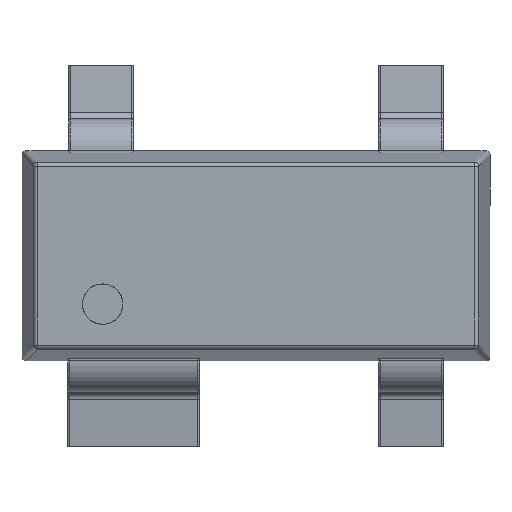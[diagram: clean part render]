
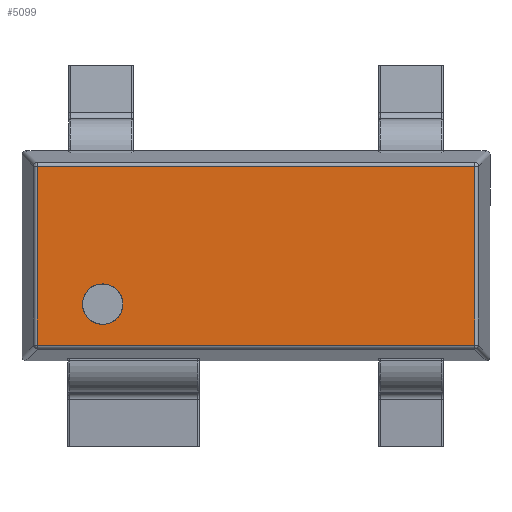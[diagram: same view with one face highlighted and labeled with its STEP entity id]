
A CAD part, top view. The second image highlights one B-rep face of the part: STEP entity #5099.
In plain terms, the highlighted planar face has unit normal (0, 0, 1).
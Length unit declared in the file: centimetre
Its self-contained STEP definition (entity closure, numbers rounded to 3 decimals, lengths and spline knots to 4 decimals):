
#57 = CARTESIAN_POINT ( 'NONE',  ( 0.1354, -0.0554, 0.122 ) ) ;
#82 = CARTESIAN_POINT ( 'NONE',  ( 0.1354, 0.0554, 0.122 ) ) ;
#290 = CARTESIAN_POINT ( 'NONE',  ( -0.0916, -0.0425, 0.122 ) ) ;
#449 = CARTESIAN_POINT ( 'NONE',  ( -0.1075, -0.03, 0.122 ) ) ;
#917 = CARTESIAN_POINT ( 'NONE',  ( -0.1014, -0.0412, 0.122 ) ) ;
#988 = VERTEX_POINT ( 'NONE', #2747 ) ;
#1223 = ORIENTED_EDGE ( 'NONE', *, *, #5329, .F. ) ;
#1289 = LINE ( 'NONE', #6055, #4325 ) ;
#1390 = LINE ( 'NONE', #5475, #2829 ) ;
#1506 = FACE_OUTER_BOUND ( 'NONE', #3039, .T. ) ;
#1511 = PLANE ( 'NONE',  #2167 ) ;
#1542 = CARTESIAN_POINT ( 'NONE',  ( -0.1075, -0.0334, 0.122 ) ) ;
#1722 = CARTESIAN_POINT ( 'NONE',  ( -0.1062, -0.0236, 0.122 ) ) ;
#1758 = CARTESIAN_POINT ( 'NONE',  ( -0.1075, -0.03, 0.122 ) ) ;
#1845 = DIRECTION ( 'NONE',  ( 0., -1., 0. ) ) ;
#2113 = CARTESIAN_POINT ( 'NONE',  ( -0.0825, -0.0335, 0.122 ) ) ;
#2146 = DIRECTION ( 'NONE',  ( 0., 0., 1. ) ) ;
#2167 = AXIS2_PLACEMENT_3D ( 'NONE', #5793, #2146, #6435 ) ;
#2229 = EDGE_CURVE ( 'NONE', #3132, #988, #4433, .T. ) ;
#2304 = CARTESIAN_POINT ( 'NONE',  ( -0.1075, -0.0266, 0.122 ) ) ;
#2327 = CARTESIAN_POINT ( 'NONE',  ( -0.0984, -0.0175, 0.122 ) ) ;
#2373 = VERTEX_POINT ( 'NONE', #82 ) ;
#2413 = ORIENTED_EDGE ( 'NONE', *, *, #2229, .F. ) ;
#2488 = EDGE_LOOP ( 'NONE', ( #7363, #7454 ) ) ;
#2747 = CARTESIAN_POINT ( 'NONE',  ( -0.1354, 0.0554, 0.122 ) ) ;
#2773 = LINE ( 'NONE', #3520, #7456 ) ;
#2829 = VECTOR ( 'NONE', #1845, 100. ) ;
#2934 = CARTESIAN_POINT ( 'NONE',  ( -0.0886, -0.0187, 0.122 ) ) ;
#3039 = EDGE_LOOP ( 'NONE', ( #2413, #3556, #1223, #6992 ) ) ;
#3132 = VERTEX_POINT ( 'NONE', #5166 ) ;
#3514 = EDGE_CURVE ( 'NONE', #2373, #988, #1289, .T. ) ;
#3520 = CARTESIAN_POINT ( 'NONE',  ( 0., -0.0554, 0.122 ) ) ;
#3534 = B_SPLINE_CURVE_WITH_KNOTS ( 'NONE', 3,
 ( #449, #2304, #1722, #5984, #2327, #6617, #2934, #7233, #3546, #7860 ),
 .UNSPECIFIED., .F., .F.,
 ( 4, 2, 2, 2, 4 ),
 ( 0.5, 0.625, 0.75, 0.875, 1. ),
 .UNSPECIFIED. ) ;
#3546 = CARTESIAN_POINT ( 'NONE',  ( -0.0825, -0.0266, 0.122 ) ) ;
#3556 = ORIENTED_EDGE ( 'NONE', *, *, #4840, .F. ) ;
#3708 = VERTEX_POINT ( 'NONE', #57 ) ;
#3957 = CARTESIAN_POINT ( 'NONE',  ( -0.0886, -0.0413, 0.122 ) ) ;
#4186 = DIRECTION ( 'NONE',  ( 0., 1., 0. ) ) ;
#4325 = VECTOR ( 'NONE', #6671, 100. ) ;
#4433 = LINE ( 'NONE', #6573, #7522 ) ;
#4564 = CARTESIAN_POINT ( 'NONE',  ( -0.0984, -0.0425, 0.122 ) ) ;
#4600 = EDGE_CURVE ( 'NONE', #6529, #7102, #7135, .T. ) ;
#4840 = EDGE_CURVE ( 'NONE', #3708, #3132, #2773, .T. ) ;
#5099 = ADVANCED_FACE ( 'NONE', ( #1506, #6390 ), #1511, .T. ) ;
#5166 = CARTESIAN_POINT ( 'NONE',  ( -0.1354, -0.0554, 0.122 ) ) ;
#5171 = CARTESIAN_POINT ( 'NONE',  ( -0.1063, -0.0364, 0.122 ) ) ;
#5329 = EDGE_CURVE ( 'NONE', #2373, #3708, #1390, .T. ) ;
#5475 = CARTESIAN_POINT ( 'NONE',  ( 0.1354, -0.065, 0.122 ) ) ;
#5577 = CARTESIAN_POINT ( 'NONE',  ( -0.0825, -0.03, 0.122 ) ) ;
#5661 = EDGE_CURVE ( 'NONE', #7102, #6529, #3534, .T. ) ;
#5769 = CARTESIAN_POINT ( 'NONE',  ( -0.0838, -0.0364, 0.122 ) ) ;
#5793 = CARTESIAN_POINT ( 'NONE',  ( 0., -0.065, 0.122 ) ) ;
#5796 = CARTESIAN_POINT ( 'NONE',  ( -0.1075, -0.03, 0.122 ) ) ;
#5984 = CARTESIAN_POINT ( 'NONE',  ( -0.1014, -0.0187, 0.122 ) ) ;
#6003 = DIRECTION ( 'NONE',  ( -1., 0., 0. ) ) ;
#6055 = CARTESIAN_POINT ( 'NONE',  ( 0., 0.0554, 0.122 ) ) ;
#6390 = FACE_BOUND ( 'NONE', #2488, .T. ) ;
#6435 = DIRECTION ( 'NONE',  ( 1., 0., 0. ) ) ;
#6529 = VERTEX_POINT ( 'NONE', #5577 ) ;
#6573 = CARTESIAN_POINT ( 'NONE',  ( -0.1354, -0.065, 0.122 ) ) ;
#6617 = CARTESIAN_POINT ( 'NONE',  ( -0.0916, -0.0175, 0.122 ) ) ;
#6671 = DIRECTION ( 'NONE',  ( -1., 0., 0. ) ) ;
#6992 = ORIENTED_EDGE ( 'NONE', *, *, #3514, .T. ) ;
#7102 = VERTEX_POINT ( 'NONE', #1758 ) ;
#7135 = B_SPLINE_CURVE_WITH_KNOTS ( 'NONE', 3,
 ( #7639, #2113, #5769, #3957, #290, #4564, #917, #5171, #1542, #5796 ),
 .UNSPECIFIED., .F., .F.,
 ( 4, 2, 2, 2, 4 ),
 ( 0., 0.125, 0.25, 0.375, 0.5 ),
 .UNSPECIFIED. ) ;
#7233 = CARTESIAN_POINT ( 'NONE',  ( -0.0837, -0.0236, 0.122 ) ) ;
#7363 = ORIENTED_EDGE ( 'NONE', *, *, #4600, .T. ) ;
#7454 = ORIENTED_EDGE ( 'NONE', *, *, #5661, .T. ) ;
#7456 = VECTOR ( 'NONE', #6003, 100. ) ;
#7522 = VECTOR ( 'NONE', #4186, 100. ) ;
#7639 = CARTESIAN_POINT ( 'NONE',  ( -0.0825, -0.03, 0.122 ) ) ;
#7860 = CARTESIAN_POINT ( 'NONE',  ( -0.0825, -0.03, 0.122 ) ) ;
